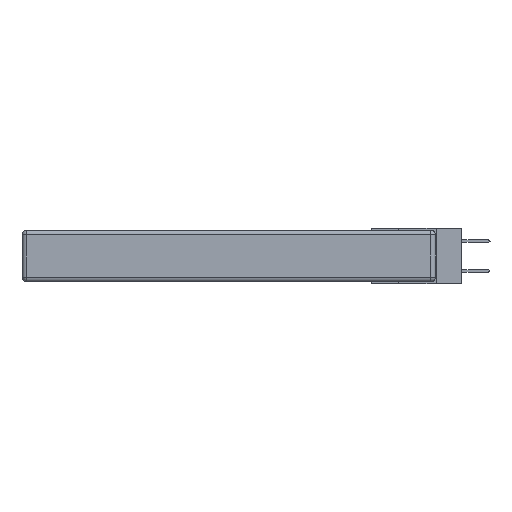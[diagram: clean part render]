
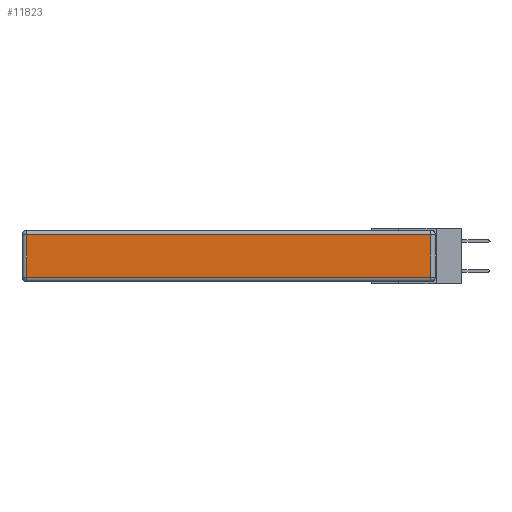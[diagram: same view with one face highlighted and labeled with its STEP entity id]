
A CAD part, left-side view. The second image highlights one B-rep face of the part: STEP entity #11823.
In plain terms, the highlighted planar face has unit normal (-1, 0, 0).
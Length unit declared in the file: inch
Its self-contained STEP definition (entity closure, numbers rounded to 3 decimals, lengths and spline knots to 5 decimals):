
#75 = ORIENTED_EDGE ( 'NONE', *, *, #20403, .T. ) ;
#1126 = CARTESIAN_POINT ( 'NONE',  ( 0., 2.75, -0.03 ) ) ;
#1596 = VECTOR ( 'NONE', #4518, 39.37008 ) ;
#3179 = VERTEX_POINT ( 'NONE', #21485 ) ;
#3261 = PLANE ( 'NONE',  #15823 ) ;
#3745 = ORIENTED_EDGE ( 'NONE', *, *, #22620, .T. ) ;
#4518 = DIRECTION ( 'NONE',  ( 0., 1., 0. ) ) ;
#5199 = DIRECTION ( 'NONE',  ( 0., 0., 1. ) ) ;
#5286 = CARTESIAN_POINT ( 'NONE',  ( 0., 0., -0.313 ) ) ;
#5737 = CARTESIAN_POINT ( 'NONE',  ( 0., 0.03, -0.313 ) ) ;
#7100 = LINE ( 'NONE', #1126, #1596 ) ;
#8341 = LINE ( 'NONE', #5286, #12461 ) ;
#8837 = DIRECTION ( 'NONE',  ( -1., 0., 0. ) ) ;
#9122 = LINE ( 'NONE', #15543, #19546 ) ;
#10017 = VERTEX_POINT ( 'NONE', #21027 ) ;
#10326 = VECTOR ( 'NONE', #12574, 39.37008 ) ;
#10559 = DIRECTION ( 'NONE',  ( 0., -1., 0. ) ) ;
#11012 = EDGE_CURVE ( 'NONE', #3179, #10017, #13270, .T. ) ;
#11823 = ADVANCED_FACE ( 'NONE', ( #21309 ), #3261, .T. ) ;
#12461 = VECTOR ( 'NONE', #10559, 39.37008 ) ;
#12574 = DIRECTION ( 'NONE',  ( 0., 0., -1. ) ) ;
#12941 = EDGE_CURVE ( 'NONE', #14896, #3179, #7100, .T. ) ;
#13270 = LINE ( 'NONE', #20137, #10326 ) ;
#13451 = CARTESIAN_POINT ( 'NONE',  ( 0., 0.03, -0.03 ) ) ;
#14754 = ORIENTED_EDGE ( 'NONE', *, *, #11012, .T. ) ;
#14896 = VERTEX_POINT ( 'NONE', #13451 ) ;
#15255 = VERTEX_POINT ( 'NONE', #5737 ) ;
#15373 = ORIENTED_EDGE ( 'NONE', *, *, #12941, .T. ) ;
#15543 = CARTESIAN_POINT ( 'NONE',  ( 0., 0.03, -0.343 ) ) ;
#15823 = AXIS2_PLACEMENT_3D ( 'NONE', #19612, #8837, #5199 ) ;
#17093 = EDGE_LOOP ( 'NONE', ( #3745, #75, #15373, #14754 ) ) ;
#19353 = DIRECTION ( 'NONE',  ( 0., 0., 1. ) ) ;
#19546 = VECTOR ( 'NONE', #19353, 39.37008 ) ;
#19612 = CARTESIAN_POINT ( 'NONE',  ( 0., 0., -0.343 ) ) ;
#20137 = CARTESIAN_POINT ( 'NONE',  ( 0., 2.72, -0.343 ) ) ;
#20403 = EDGE_CURVE ( 'NONE', #15255, #14896, #9122, .T. ) ;
#21027 = CARTESIAN_POINT ( 'NONE',  ( 0., 2.72, -0.313 ) ) ;
#21309 = FACE_OUTER_BOUND ( 'NONE', #17093, .T. ) ;
#21485 = CARTESIAN_POINT ( 'NONE',  ( 0., 2.72, -0.03 ) ) ;
#22620 = EDGE_CURVE ( 'NONE', #10017, #15255, #8341, .T. ) ;
